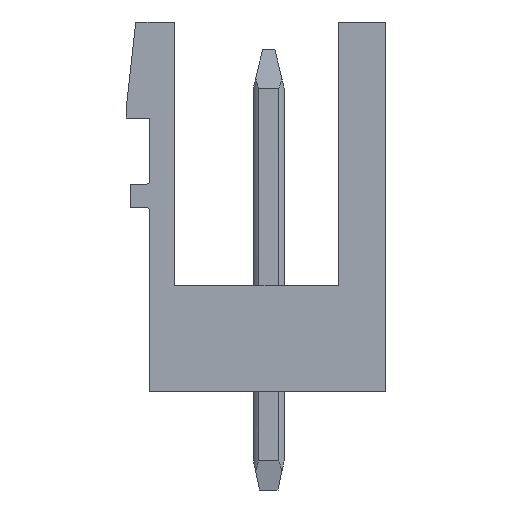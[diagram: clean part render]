
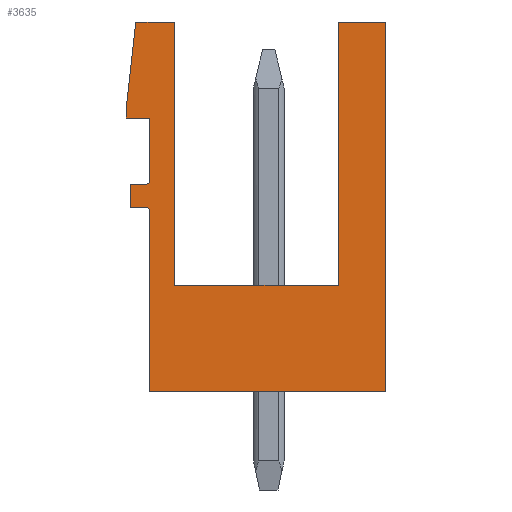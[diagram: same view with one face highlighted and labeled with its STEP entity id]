
A CAD part, left-side view. The second image highlights one B-rep face of the part: STEP entity #3635.
In plain terms, the highlighted planar face has unit normal (-1, 0, 0).
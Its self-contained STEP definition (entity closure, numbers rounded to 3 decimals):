
#3490=CARTESIAN_POINT('',(-30.38,-3.8,12.0));
#3491=DIRECTION('',(1.0,0.0,0.0));
#3492=DIRECTION('',(0.0,0.0,-1.0));
#3493=AXIS2_PLACEMENT_3D('',#3490,#3491,#3492);
#3494=PLANE('',#3493);
#3495=CARTESIAN_POINT('',(-30.38,-2.26,3.45));
#3496=VERTEX_POINT('',#3495);
#3497=CARTESIAN_POINT('',(-30.38,-2.26,12.0));
#3498=VERTEX_POINT('',#3497);
#3499=CARTESIAN_POINT('',(-30.38,-2.26,3.45));
#3500=DIRECTION('',(0.0,0.0,1.0));
#3501=VECTOR('',#3500,8.55);
#3502=LINE('',#3499,#3501);
#3503=EDGE_CURVE('',#3496,#3498,#3502,.T.);
#3504=ORIENTED_EDGE('',*,*,#3503,.F.);
#3505=CARTESIAN_POINT('',(-30.38,3.06,3.45));
#3506=VERTEX_POINT('',#3505);
#3507=CARTESIAN_POINT('',(-30.38,3.06,3.45));
#3508=DIRECTION('',(0.0,-1.0,0.0));
#3509=VECTOR('',#3508,5.32);
#3510=LINE('',#3507,#3509);
#3511=EDGE_CURVE('',#3506,#3496,#3510,.T.);
#3512=ORIENTED_EDGE('',*,*,#3511,.F.);
#3513=CARTESIAN_POINT('',(-30.38,3.06,12.0));
#3514=VERTEX_POINT('',#3513);
#3515=CARTESIAN_POINT('',(-30.38,3.06,12.0));
#3516=DIRECTION('',(0.0,0.0,-1.0));
#3517=VECTOR('',#3516,8.55);
#3518=LINE('',#3515,#3517);
#3519=EDGE_CURVE('',#3514,#3506,#3518,.T.);
#3520=ORIENTED_EDGE('',*,*,#3519,.F.);
#3521=CARTESIAN_POINT('',(-30.38,4.32,12.0));
#3522=VERTEX_POINT('',#3521);
#3523=CARTESIAN_POINT('',(-30.38,4.32,12.0));
#3524=DIRECTION('',(0.0,-1.0,0.0));
#3525=VECTOR('',#3524,1.26);
#3526=LINE('',#3523,#3525);
#3527=EDGE_CURVE('',#3522,#3514,#3526,.T.);
#3528=ORIENTED_EDGE('',*,*,#3527,.F.);
#3529=CARTESIAN_POINT('',(-30.38,4.63,9.2));
#3530=VERTEX_POINT('',#3529);
#3531=CARTESIAN_POINT('',(-30.38,4.63,9.2));
#3532=DIRECTION('',(0.0,-0.11,0.994));
#3533=VECTOR('',#3532,2.817);
#3534=LINE('',#3531,#3533);
#3535=EDGE_CURVE('',#3530,#3522,#3534,.T.);
#3536=ORIENTED_EDGE('',*,*,#3535,.F.);
#3537=CARTESIAN_POINT('',(-30.38,4.63,8.88));
#3538=VERTEX_POINT('',#3537);
#3539=CARTESIAN_POINT('',(-30.38,4.63,8.88));
#3540=DIRECTION('',(0.0,0.0,1.0));
#3541=VECTOR('',#3540,0.32);
#3542=LINE('',#3539,#3541);
#3543=EDGE_CURVE('',#3538,#3530,#3542,.T.);
#3544=ORIENTED_EDGE('',*,*,#3543,.F.);
#3545=CARTESIAN_POINT('',(-30.38,3.88,8.88));
#3546=VERTEX_POINT('',#3545);
#3547=CARTESIAN_POINT('',(-30.38,3.88,8.88));
#3548=DIRECTION('',(0.0,1.0,0.0));
#3549=VECTOR('',#3548,0.75);
#3550=LINE('',#3547,#3549);
#3551=EDGE_CURVE('',#3546,#3538,#3550,.T.);
#3552=ORIENTED_EDGE('',*,*,#3551,.F.);
#3553=CARTESIAN_POINT('',(-30.38,3.88,6.83));
#3554=VERTEX_POINT('',#3553);
#3555=CARTESIAN_POINT('',(-30.38,3.88,6.83));
#3556=DIRECTION('',(0.0,0.0,1.0));
#3557=VECTOR('',#3556,2.05);
#3558=LINE('',#3555,#3557);
#3559=EDGE_CURVE('',#3554,#3546,#3558,.T.);
#3560=ORIENTED_EDGE('',*,*,#3559,.F.);
#3561=CARTESIAN_POINT('',(-30.38,3.98,6.73));
#3562=VERTEX_POINT('',#3561);
#3563=CARTESIAN_POINT('',(-30.38,3.98,6.83));
#3564=DIRECTION('',(-1.0,0.0,0.0));
#3565=DIRECTION('',(0.0,0.0,-1.0));
#3566=AXIS2_PLACEMENT_3D('',#3563,#3564,#3565);
#3567=CIRCLE('',#3566,0.1);
#3568=EDGE_CURVE('',#3562,#3554,#3567,.T.);
#3569=ORIENTED_EDGE('',*,*,#3568,.F.);
#3570=CARTESIAN_POINT('',(-30.38,4.5,6.73));
#3571=VERTEX_POINT('',#3570);
#3572=CARTESIAN_POINT('',(-30.38,4.5,6.73));
#3573=DIRECTION('',(0.0,-1.0,0.0));
#3574=VECTOR('',#3573,0.52);
#3575=LINE('',#3572,#3574);
#3576=EDGE_CURVE('',#3571,#3562,#3575,.T.);
#3577=ORIENTED_EDGE('',*,*,#3576,.F.);
#3578=CARTESIAN_POINT('',(-30.38,4.5,5.98));
#3579=VERTEX_POINT('',#3578);
#3580=CARTESIAN_POINT('',(-30.38,4.5,5.98));
#3581=DIRECTION('',(0.0,0.0,1.0));
#3582=VECTOR('',#3581,0.75);
#3583=LINE('',#3580,#3582);
#3584=EDGE_CURVE('',#3579,#3571,#3583,.T.);
#3585=ORIENTED_EDGE('',*,*,#3584,.F.);
#3586=CARTESIAN_POINT('',(-30.38,3.98,5.98));
#3587=VERTEX_POINT('',#3586);
#3588=CARTESIAN_POINT('',(-30.38,3.98,5.98));
#3589=DIRECTION('',(0.0,1.0,0.0));
#3590=VECTOR('',#3589,0.52);
#3591=LINE('',#3588,#3590);
#3592=EDGE_CURVE('',#3587,#3579,#3591,.T.);
#3593=ORIENTED_EDGE('',*,*,#3592,.F.);
#3594=CARTESIAN_POINT('',(-30.38,3.88,5.88));
#3595=VERTEX_POINT('',#3594);
#3596=CARTESIAN_POINT('',(-30.38,3.98,5.88));
#3597=DIRECTION('',(-1.0,0.0,0.0));
#3598=DIRECTION('',(0.0,-1.0,0.0));
#3599=AXIS2_PLACEMENT_3D('',#3596,#3597,#3598);
#3600=CIRCLE('',#3599,0.1);
#3601=EDGE_CURVE('',#3595,#3587,#3600,.T.);
#3602=ORIENTED_EDGE('',*,*,#3601,.F.);
#3603=CARTESIAN_POINT('',(-30.38,3.88,0.0));
#3604=VERTEX_POINT('',#3603);
#3605=CARTESIAN_POINT('',(-30.38,3.88,0.0));
#3606=DIRECTION('',(0.0,0.0,1.0));
#3607=VECTOR('',#3606,5.88);
#3608=LINE('',#3605,#3607);
#3609=EDGE_CURVE('',#3604,#3595,#3608,.T.);
#3610=ORIENTED_EDGE('',*,*,#3609,.F.);
#3611=CARTESIAN_POINT('',(-30.38,-3.8,0.0));
#3612=VERTEX_POINT('',#3611);
#3613=CARTESIAN_POINT('',(-30.38,-3.8,0.0));
#3614=DIRECTION('',(0.0,1.0,0.0));
#3615=VECTOR('',#3614,7.68);
#3616=LINE('',#3613,#3615);
#3617=EDGE_CURVE('',#3612,#3604,#3616,.T.);
#3618=ORIENTED_EDGE('',*,*,#3617,.F.);
#3619=CARTESIAN_POINT('',(-30.38,-3.8,12.0));
#3620=VERTEX_POINT('',#3619);
#3621=CARTESIAN_POINT('',(-30.38,-3.8,12.0));
#3622=DIRECTION('',(0.0,0.0,-1.0));
#3623=VECTOR('',#3622,12.0);
#3624=LINE('',#3621,#3623);
#3625=EDGE_CURVE('',#3620,#3612,#3624,.T.);
#3626=ORIENTED_EDGE('',*,*,#3625,.F.);
#3627=CARTESIAN_POINT('',(-30.38,-2.26,12.0));
#3628=DIRECTION('',(0.0,-1.0,0.0));
#3629=VECTOR('',#3628,1.54);
#3630=LINE('',#3627,#3629);
#3631=EDGE_CURVE('',#3498,#3620,#3630,.T.);
#3632=ORIENTED_EDGE('',*,*,#3631,.F.);
#3633=EDGE_LOOP('',(#3504,#3512,#3520,#3528,#3536,#3544,#3552,#3560,#3569,#3577,#3585,#3593,#3602,#3610,#3618,#3626,#3632));
#3634=FACE_OUTER_BOUND('',#3633,.T.);
#3635=ADVANCED_FACE('',(#3634),#3494,.F.);
